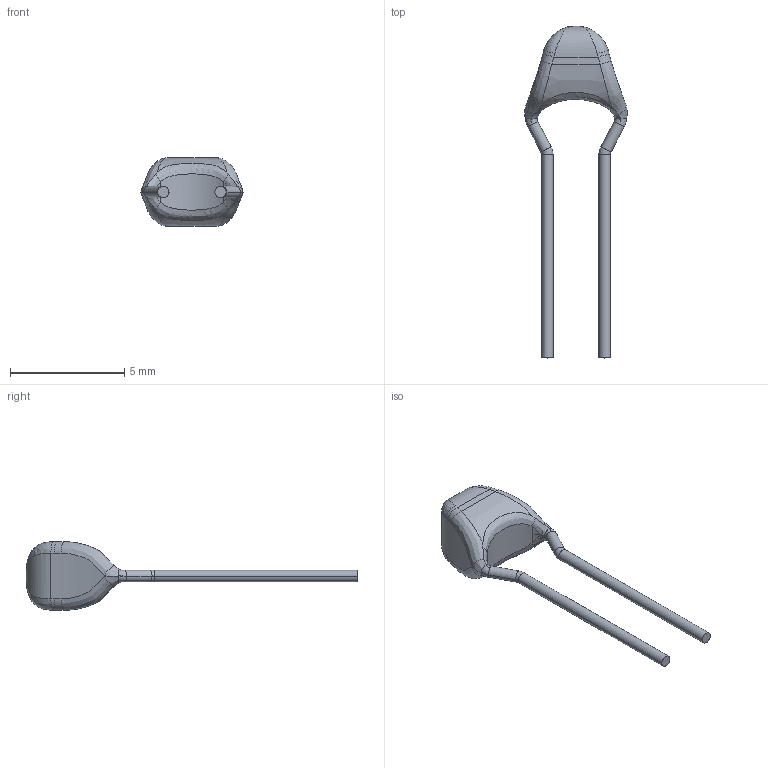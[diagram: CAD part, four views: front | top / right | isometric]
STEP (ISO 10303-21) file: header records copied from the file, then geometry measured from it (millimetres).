
FILE_DESCRIPTION (( 'STEP AP214' ), '1' );
FILE_NAME ('FG14C0G2A333JRT06.STEP', '2018-08-24T18:08:09', ( '' ), ( '' ), 'SwSTEP 2.0', 'SolidWorks 2017', '' );
FILE_SCHEMA (( 'AUTOMOTIVE_DESIGN' ));
Length unit declared in the file: millimetre
Products named in the file (1): FG14C0G2A333JRT06
Bounding box: 4.48 x 14.5 x 3 mm (x, y, z)
Volume: 32.4 mm3; surface area: 89.9 mm2
Topology: 3 solids, 3 shells, 71 faces, 154 edges, 85 vertices
Faces by surface type: bspline 26, cylinder 21, torus 16, plane 8
Entity records: 3036 total; most frequent: CARTESIAN_POINT 1639, ORIENTED_EDGE 300, DIRECTION 250, EDGE_CURVE 150, AXIS2_PLACEMENT_3D 114, VERTEX_POINT 85, EDGE_LOOP 71, FACE_OUTER_BOUND 71
